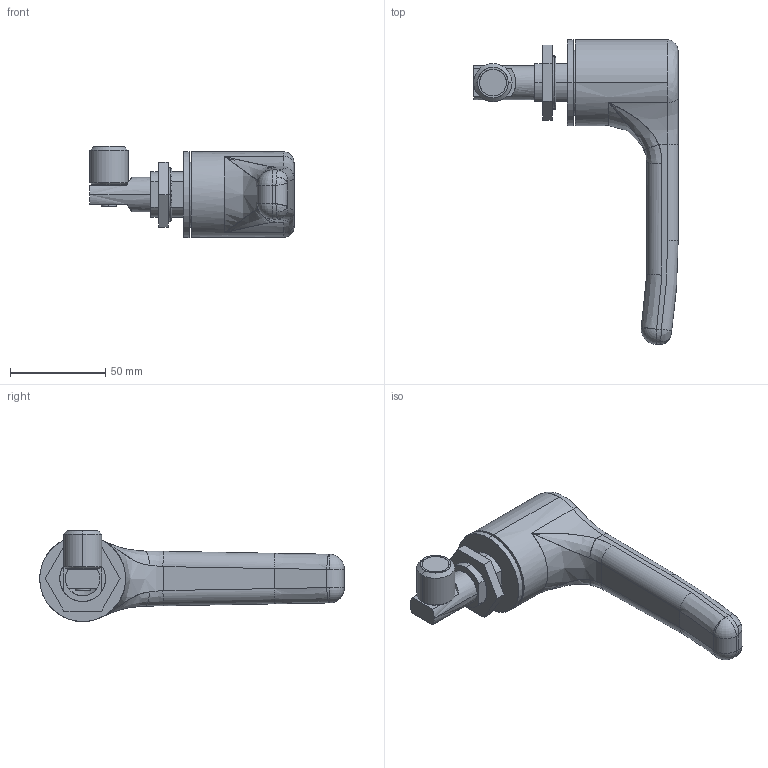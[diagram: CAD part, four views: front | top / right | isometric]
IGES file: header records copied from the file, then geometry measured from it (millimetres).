
Start section: SolidWorks IGES file using analytic representation for surfaces
Global section: file name: FA-844.IGS,15; native system: HSolidWorks 2011; preprocessor: SolidWorks 2011; author: 1337yo; date: 120416.152331; units: millimetre
Bounding box: 107 x 159.5 x 47.7 mm (x, y, z)
Surface area: 42100.5 mm2 (no closed solid volume)
Topology: 0 solids, 0 shells, 141 faces, 2371 edges, 2368 vertices
Faces by surface type: bspline 74, revolution 67
